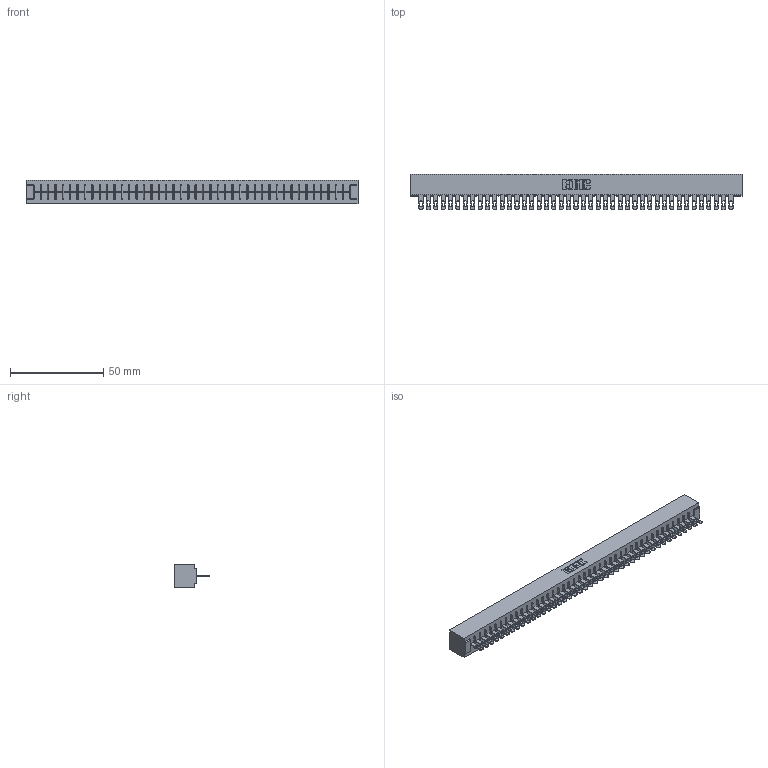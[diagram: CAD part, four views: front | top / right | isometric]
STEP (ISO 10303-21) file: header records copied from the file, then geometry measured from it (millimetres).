
FILE_DESCRIPTION (( 'STEP AP203' ), '1' );
FILE_NAME ('316-043-400-101.STEP', '2020-09-23T07:47:47', ( '' ), ( '' ), 'SwSTEP 2.0', 'SolidWorks 2020', '' );
FILE_SCHEMA (( 'CONFIG_CONTROL_DESIGN' ));
Length unit declared in the file: inch
Products named in the file (3): 316-043-400-101; 306-290-001_100; 306 Part_No Mounting
Assembly tree (44 placements, depth 2):
  316-043-400-101
    306 Part_No Mounting
    306-290-001_100  x43
Bounding box: 178.26 x 18.87 x 12.7 mm (x, y, z)
Volume: 20448.8 mm3; surface area: 21885.1 mm2
Topology: 44 solids, 44 shells, 3376 faces, 9537 edges, 6126 vertices
Faces by surface type: plane 2214, cylinder 990, sphere 172
Entity records: 39856 total; most frequent: CARTESIAN_POINT 6692, ORIENTED_EDGE 6634, DIRECTION 6599, EDGE_CURVE 3317, LINE 2597, VECTOR 2597, VERTEX_POINT 2094, AXIS2_PLACEMENT_3D 2001
